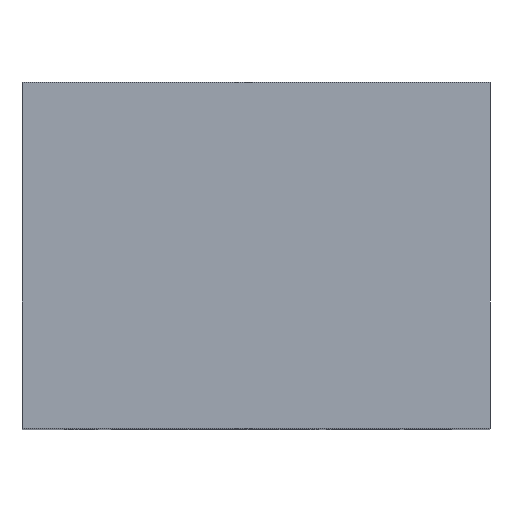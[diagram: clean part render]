
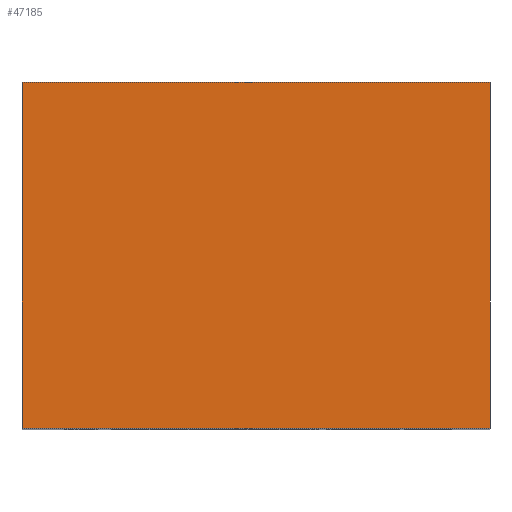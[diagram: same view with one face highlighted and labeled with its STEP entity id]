
A CAD part, top view. The second image highlights one B-rep face of the part: STEP entity #47185.
In plain terms, the highlighted planar face has unit normal (0, 0, 1).
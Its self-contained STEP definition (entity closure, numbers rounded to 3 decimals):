
#1490=ORIENTED_EDGE('',*,*,#11885,.T.);
#1491=ORIENTED_EDGE('',*,*,#11886,.F.);
#1492=ORIENTED_EDGE('',*,*,#11737,.F.);
#1493=ORIENTED_EDGE('',*,*,#11884,.T.);
#11737=EDGE_CURVE('',#16938,#16939,#20407,.T.);
#11884=EDGE_CURVE('',#16938,#17081,#20552,.T.);
#11885=EDGE_CURVE('',#17081,#17082,#20553,.T.);
#11886=EDGE_CURVE('',#16939,#17082,#20554,.T.);
#16938=VERTEX_POINT('',#62128);
#16939=VERTEX_POINT('',#62130);
#17081=VERTEX_POINT('',#62463);
#17082=VERTEX_POINT('',#62467);
#20407=LINE('',#62129,#25600);
#20552=LINE('',#62464,#25745);
#20553=LINE('',#62466,#25746);
#20554=LINE('',#62468,#25747);
#25600=VECTOR('',#52016,1000.);
#25745=VECTOR('',#52171,1000.);
#25746=VECTOR('',#52174,1000.);
#25747=VECTOR('',#52175,1000.);
#29519=EDGE_LOOP('',(#1490,#1491,#1492,#1493));
#31312=FACE_BOUND('',#29519,.T.);
#33082=PLANE('',#48954);
#47185=ADVANCED_FACE('',(#31312),#33082,.F.);
#48954=AXIS2_PLACEMENT_3D('',#62465,#52172,#52173);
#52016=DIRECTION('',(-1.,0.,0.));
#52171=DIRECTION('',(0.,1.,0.));
#52172=DIRECTION('',(0.,0.,-1.));
#52173=DIRECTION('',(-1.,0.,0.));
#52174=DIRECTION('',(-1.,0.,0.));
#52175=DIRECTION('',(0.,1.,0.));
#62128=CARTESIAN_POINT('',(5.75,-4.25,17.5));
#62129=CARTESIAN_POINT('',(5.75,-4.25,17.5));
#62130=CARTESIAN_POINT('',(-5.75,-4.25,17.5));
#62463=CARTESIAN_POINT('',(5.75,4.25,17.5));
#62464=CARTESIAN_POINT('',(5.75,-4.25,17.5));
#62465=CARTESIAN_POINT('',(5.75,-4.25,17.5));
#62466=CARTESIAN_POINT('',(5.75,4.25,17.5));
#62467=CARTESIAN_POINT('',(-5.75,4.25,17.5));
#62468=CARTESIAN_POINT('',(-5.75,-4.25,17.5));
